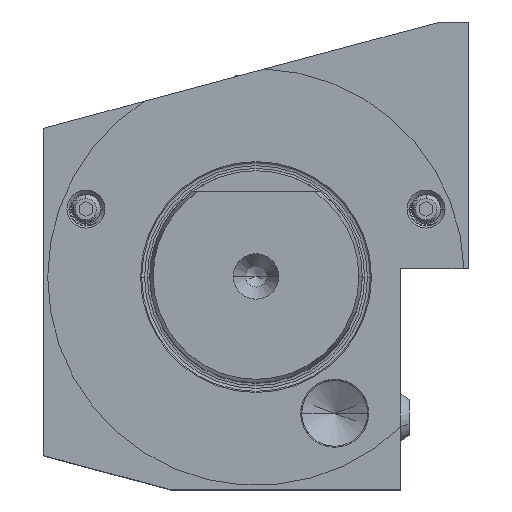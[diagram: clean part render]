
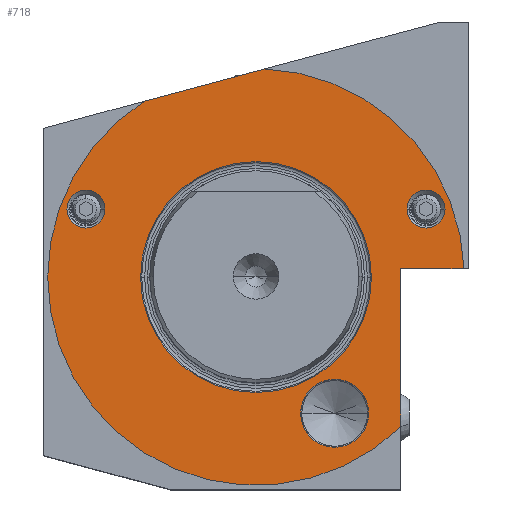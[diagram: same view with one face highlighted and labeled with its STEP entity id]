
A CAD part, top view. The second image highlights one B-rep face of the part: STEP entity #718.
In plain terms, the highlighted planar face has unit normal (0, 0, 1).
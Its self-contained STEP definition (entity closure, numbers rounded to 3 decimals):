
#718 = ADVANCED_FACE ( 'NONE', ( #36870, #36872, #36873, #36882, #36846 ), #86301, .T. ) ;
#7931 = VERTEX_POINT ( 'NONE', #21240 ) ;
#7944 = VERTEX_POINT ( 'NONE', #21222 ) ;
#8773 = CARTESIAN_POINT ( 'NONE',  ( -26.282, 41.355, -78. ) ) ;
#8799 = CARTESIAN_POINT ( 'NONE',  ( 34., 2., -78. ) ) ;
#8826 = CARTESIAN_POINT ( 'NONE',  ( 2.083, 48.956, -78. ) ) ;
#8830 = CARTESIAN_POINT ( 'NONE',  ( 48.959, 2., -78. ) ) ;
#11640 = EDGE_CURVE ( 'NONE', #7931, #64079, #24525, .T. ) ;
#11662 = EDGE_CURVE ( 'NONE', #43710, #43695, #24594, .T. ) ;
#11695 = EDGE_CURVE ( 'NONE', #39538, #7944, #24569, .T. ) ;
#12664 = DIRECTION ( 'NONE',  ( -1., 0., 0. ) ) ;
#12670 = CARTESIAN_POINT ( 'NONE',  ( 0., 0., -78. ) ) ;
#12675 = DIRECTION ( 'NONE',  ( 0., 0., -1. ) ) ;
#12738 = CARTESIAN_POINT ( 'NONE',  ( 18.5, -32.043, -78. ) ) ;
#12739 = DIRECTION ( 'NONE',  ( 0., 0., 1. ) ) ;
#12741 = DIRECTION ( 'NONE',  ( 1., 0., 0. ) ) ;
#12776 = CARTESIAN_POINT ( 'NONE',  ( 0., 0., -78. ) ) ;
#12778 = DIRECTION ( 'NONE',  ( -1., 0., 0. ) ) ;
#12799 = DIRECTION ( 'NONE',  ( 0., 0., -1. ) ) ;
#18106 = ORIENTED_EDGE ( 'NONE', *, *, #11662, .F. ) ;
#18108 = ORIENTED_EDGE ( 'NONE', *, *, #45368, .T. ) ;
#18127 = ORIENTED_EDGE ( 'NONE', *, *, #43845, .F. ) ;
#18140 = ORIENTED_EDGE ( 'NONE', *, *, #43883, .T. ) ;
#18168 = ORIENTED_EDGE ( 'NONE', *, *, #43926, .F. ) ;
#18171 = ORIENTED_EDGE ( 'NONE', *, *, #43859, .F. ) ;
#18181 = ORIENTED_EDGE ( 'NONE', *, *, #43967, .T. ) ;
#18201 = ORIENTED_EDGE ( 'NONE', *, *, #11695, .T. ) ;
#18216 = ORIENTED_EDGE ( 'NONE', *, *, #46012, .T. ) ;
#18225 = ORIENTED_EDGE ( 'NONE', *, *, #11640, .F. ) ;
#18837 = VERTEX_POINT ( 'NONE', #8830 ) ;
#18844 = VERTEX_POINT ( 'NONE', #8773 ) ;
#18851 = VERTEX_POINT ( 'NONE', #8799 ) ;
#18854 = VERTEX_POINT ( 'NONE', #8826 ) ;
#19550 = ORIENTED_EDGE ( 'NONE', *, *, #43855, .T. ) ;
#19568 = ORIENTED_EDGE ( 'NONE', *, *, #43821, .T. ) ;
#19579 = ORIENTED_EDGE ( 'NONE', *, *, #43884, .T. ) ;
#19581 = ORIENTED_EDGE ( 'NONE', *, *, #43889, .T. ) ;
#21222 = CARTESIAN_POINT ( 'NONE',  ( -27.15, 0., -78. ) ) ;
#21240 = CARTESIAN_POINT ( 'NONE',  ( 34., -35.285, -78. ) ) ;
#21679 = DIRECTION ( 'NONE',  ( 0., 0., -1. ) ) ;
#21684 = CARTESIAN_POINT ( 'NONE',  ( 0., 0., -78. ) ) ;
#21717 = DIRECTION ( 'NONE',  ( -1., 0., 0. ) ) ;
#21739 = DIRECTION ( 'NONE',  ( 1., 0., 0. ) ) ;
#21768 = CARTESIAN_POINT ( 'NONE',  ( 40., 16., -78. ) ) ;
#21770 = DIRECTION ( 'NONE',  ( 0., 0., -1. ) ) ;
#21778 = DIRECTION ( 'NONE',  ( -1., 0., 0. ) ) ;
#21809 = CARTESIAN_POINT ( 'NONE',  ( 0., 0., -78. ) ) ;
#21818 = DIRECTION ( 'NONE',  ( 0., 0., -1. ) ) ;
#21949 = DIRECTION ( 'NONE',  ( -0.966, -0.259, 0. ) ) ;
#21962 = CARTESIAN_POINT ( 'NONE',  ( 0., 0., -78. ) ) ;
#21969 = CARTESIAN_POINT ( 'NONE',  ( -5.312, 46.974, -78. ) ) ;
#21983 = DIRECTION ( 'NONE',  ( 0., 0., -1. ) ) ;
#21997 = DIRECTION ( 'NONE',  ( -1., 0., 0. ) ) ;
#22030 = CARTESIAN_POINT ( 'NONE',  ( 0., 2., -78. ) ) ;
#22075 = DIRECTION ( 'NONE',  ( 1., 0., 0. ) ) ;
#22431 = CARTESIAN_POINT ( 'NONE',  ( 18.5, -32.043, -78. ) ) ;
#22450 = DIRECTION ( 'NONE',  ( 0., 0., 1. ) ) ;
#22501 = DIRECTION ( 'NONE',  ( 1., 0., 0. ) ) ;
#22910 = DIRECTION ( 'NONE',  ( 0., 1., 0. ) ) ;
#22944 = CARTESIAN_POINT ( 'NONE',  ( 34., 27.15, -78. ) ) ;
#24525 = CIRCLE ( 'NONE', #34190, 49. ) ;
#24569 = CIRCLE ( 'NONE', #34193, 27.15 ) ;
#24594 = CIRCLE ( 'NONE', #34209, 8. ) ;
#26021 = CARTESIAN_POINT ( 'NONE',  ( 27.15, 0., -78. ) ) ;
#34005 = AXIS2_PLACEMENT_3D ( 'NONE', #86308, #86295, #86298 ) ;
#34190 = AXIS2_PLACEMENT_3D ( 'NONE', #12670, #12675, #12664 ) ;
#34193 = AXIS2_PLACEMENT_3D ( 'NONE', #12776, #12799, #12778 ) ;
#34209 = AXIS2_PLACEMENT_3D ( 'NONE', #12738, #12739, #12741 ) ;
#35999 = EDGE_LOOP ( 'NONE', ( #18216, #19568 ) ) ;
#36073 = EDGE_LOOP ( 'NONE', ( #18108, #19550 ) ) ;
#36078 = EDGE_LOOP ( 'NONE', ( #18201, #18140 ) ) ;
#36084 = EDGE_LOOP ( 'NONE', ( #18127, #19579, #18171, #18225, #18181, #19581 ) ) ;
#36119 = EDGE_LOOP ( 'NONE', ( #18168, #18106 ) ) ;
#36846 = FACE_OUTER_BOUND ( 'NONE', #36084, .T. ) ;
#36870 = FACE_BOUND ( 'NONE', #35999, .T. ) ;
#36872 = FACE_BOUND ( 'NONE', #36073, .T. ) ;
#36873 = FACE_BOUND ( 'NONE', #36119, .T. ) ;
#36882 = FACE_BOUND ( 'NONE', #36078, .T. ) ;
#39538 = VERTEX_POINT ( 'NONE', #26021 ) ;
#40894 = CIRCLE ( 'NONE', #62468, 4.475 ) ;
#41818 = CARTESIAN_POINT ( 'NONE',  ( -35.525, 16., -78. ) ) ;
#41894 = CARTESIAN_POINT ( 'NONE',  ( -44.475, 16., -78. ) ) ;
#41948 = CARTESIAN_POINT ( 'NONE',  ( -49., 0., -78. ) ) ;
#41994 = CARTESIAN_POINT ( 'NONE',  ( 35.525, 16., -78. ) ) ;
#42161 = CARTESIAN_POINT ( 'NONE',  ( 44.475, 16., -78. ) ) ;
#42436 = CARTESIAN_POINT ( 'NONE',  ( -40., 16., -78. ) ) ;
#42438 = DIRECTION ( 'NONE',  ( 0., 0., -1. ) ) ;
#42453 = DIRECTION ( 'NONE',  ( 1., 0., 0. ) ) ;
#43695 = VERTEX_POINT ( 'NONE', #62339 ) ;
#43710 = VERTEX_POINT ( 'NONE', #62304 ) ;
#43821 = EDGE_CURVE ( 'NONE', #63983, #63938, #56915, .T. ) ;
#43845 = EDGE_CURVE ( 'NONE', #18854, #18837, #56910, .T. ) ;
#43855 = EDGE_CURVE ( 'NONE', #69840, #70266, #56932, .T. ) ;
#43859 = EDGE_CURVE ( 'NONE', #64079, #18844, #56936, .T. ) ;
#43883 = EDGE_CURVE ( 'NONE', #7944, #39538, #55991, .T. ) ;
#43884 = EDGE_CURVE ( 'NONE', #18854, #18844, #55995, .T. ) ;
#43889 = EDGE_CURVE ( 'NONE', #18851, #18837, #55948, .T. ) ;
#43926 = EDGE_CURVE ( 'NONE', #43695, #43710, #56059, .T. ) ;
#43967 = EDGE_CURVE ( 'NONE', #7931, #18851, #56118, .T. ) ;
#45368 = EDGE_CURVE ( 'NONE', #70266, #69840, #56675, .T. ) ;
#46012 = EDGE_CURVE ( 'NONE', #63938, #63983, #40894, .T. ) ;
#55931 = VECTOR ( 'NONE', #21949, 1000. ) ;
#55948 = LINE ( 'NONE', #22030, #55994 ) ;
#55991 = CIRCLE ( 'NONE', #63392, 27.15 ) ;
#55994 = VECTOR ( 'NONE', #22075, 1000. ) ;
#55995 = LINE ( 'NONE', #21969, #55931 ) ;
#56059 = CIRCLE ( 'NONE', #63333, 8. ) ;
#56107 = VECTOR ( 'NONE', #22910, 1000. ) ;
#56118 = LINE ( 'NONE', #22944, #56107 ) ;
#56675 = CIRCLE ( 'NONE', #63840, 4.475 ) ;
#56910 = CIRCLE ( 'NONE', #63260, 49. ) ;
#56915 = CIRCLE ( 'NONE', #63189, 4.475 ) ;
#56932 = CIRCLE ( 'NONE', #63264, 4.475 ) ;
#56936 = CIRCLE ( 'NONE', #63266, 49. ) ;
#61959 = CARTESIAN_POINT ( 'NONE',  ( -40., 16., -78. ) ) ;
#61981 = DIRECTION ( 'NONE',  ( 1., 0., 0. ) ) ;
#61987 = DIRECTION ( 'NONE',  ( 0., 0., -1. ) ) ;
#62304 = CARTESIAN_POINT ( 'NONE',  ( 10.5, -32.043, -78. ) ) ;
#62339 = CARTESIAN_POINT ( 'NONE',  ( 26.5, -32.043, -78. ) ) ;
#62468 = AXIS2_PLACEMENT_3D ( 'NONE', #42436, #42438, #42453 ) ;
#63189 = AXIS2_PLACEMENT_3D ( 'NONE', #61959, #61987, #61981 ) ;
#63260 = AXIS2_PLACEMENT_3D ( 'NONE', #21684, #21679, #21717 ) ;
#63264 = AXIS2_PLACEMENT_3D ( 'NONE', #21768, #21770, #21739 ) ;
#63266 = AXIS2_PLACEMENT_3D ( 'NONE', #21809, #21818, #21778 ) ;
#63333 = AXIS2_PLACEMENT_3D ( 'NONE', #22431, #22450, #22501 ) ;
#63392 = AXIS2_PLACEMENT_3D ( 'NONE', #21962, #21983, #21997 ) ;
#63840 = AXIS2_PLACEMENT_3D ( 'NONE', #73737, #73784, #73766 ) ;
#63938 = VERTEX_POINT ( 'NONE', #41818 ) ;
#63983 = VERTEX_POINT ( 'NONE', #41894 ) ;
#64079 = VERTEX_POINT ( 'NONE', #41948 ) ;
#69840 = VERTEX_POINT ( 'NONE', #41994 ) ;
#70266 = VERTEX_POINT ( 'NONE', #42161 ) ;
#73737 = CARTESIAN_POINT ( 'NONE',  ( 40., 16., -78. ) ) ;
#73766 = DIRECTION ( 'NONE',  ( 1., 0., 0. ) ) ;
#73784 = DIRECTION ( 'NONE',  ( 0., 0., -1. ) ) ;
#86295 = DIRECTION ( 'NONE',  ( 0., 0., 1. ) ) ;
#86298 = DIRECTION ( 'NONE',  ( 1., 0., 0. ) ) ;
#86301 = PLANE ( 'NONE',  #34005 ) ;
#86308 = CARTESIAN_POINT ( 'NONE',  ( 0., 27.15, -78. ) ) ;
